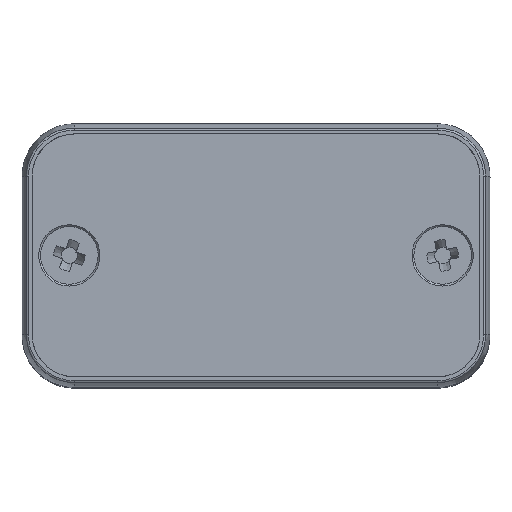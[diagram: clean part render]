
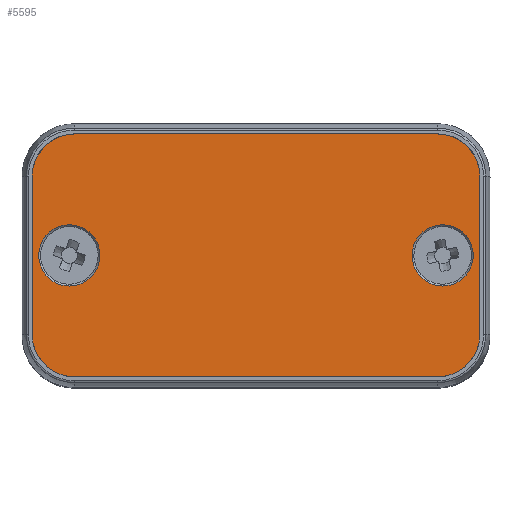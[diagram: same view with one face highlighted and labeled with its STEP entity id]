
A CAD part, top view. The second image highlights one B-rep face of the part: STEP entity #5595.
In plain terms, the highlighted planar face has unit normal (0, 0, 1).
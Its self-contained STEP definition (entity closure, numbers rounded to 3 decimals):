
#5423=CARTESIAN_POINT('',(-14.879,0.,2.4));
#5424=VERTEX_POINT('',#5423);
#5425=CARTESIAN_POINT('',(-17.8,0.,2.4));
#5426=DIRECTION('',(0.0,0.0,-1.0));
#5427=DIRECTION('',(1.0,0.0,0.0));
#5428=AXIS2_PLACEMENT_3D('',#5425,#5426,#5427);
#5429=CIRCLE('',#5428,2.921);
#5430=EDGE_CURVE('',#5424,#5424,#5429,.T.);
#5471=CARTESIAN_POINT('',(20.721,0.,2.4));
#5472=VERTEX_POINT('',#5471);
#5473=CARTESIAN_POINT('',(17.8,0.,2.4));
#5474=DIRECTION('',(0.0,0.0,-1.0));
#5475=DIRECTION('',(1.0,0.0,0.0));
#5476=AXIS2_PLACEMENT_3D('',#5473,#5474,#5475);
#5477=CIRCLE('',#5476,2.921);
#5478=EDGE_CURVE('',#5472,#5472,#5477,.T.);
#5514=CARTESIAN_POINT('',(0.,0.,2.4));
#5515=DIRECTION('',(0.0,0.0,1.0));
#5516=DIRECTION('',(1.0,0.0,0.0));
#5517=AXIS2_PLACEMENT_3D('',#5514,#5515,#5516);
#5518=PLANE('',#5517);
#5519=CARTESIAN_POINT('',(-21.332,-7.565,2.4));
#5520=VERTEX_POINT('',#5519);
#5521=CARTESIAN_POINT('',(-21.332,7.565,2.4));
#5522=VERTEX_POINT('',#5521);
#5523=CARTESIAN_POINT('',(-21.332,-7.565,2.4));
#5524=DIRECTION('',(0.0,1.0,0.0));
#5525=VECTOR('',#5524,15.13);
#5526=LINE('',#5523,#5525);
#5527=EDGE_CURVE('',#5520,#5522,#5526,.T.);
#5528=ORIENTED_EDGE('',*,*,#5527,.F.);
#5529=CARTESIAN_POINT('',(-17.315,-11.582,2.4));
#5530=VERTEX_POINT('',#5529);
#5531=CARTESIAN_POINT('',(-17.315,-7.565,2.4));
#5532=DIRECTION('',(0.0,0.0,-1.0));
#5533=DIRECTION('',(1.0,0.0,0.0));
#5534=AXIS2_PLACEMENT_3D('',#5531,#5532,#5533);
#5535=CIRCLE('',#5534,4.017);
#5536=EDGE_CURVE('',#5530,#5520,#5535,.T.);
#5537=ORIENTED_EDGE('',*,*,#5536,.F.);
#5538=CARTESIAN_POINT('',(17.315,-11.582,2.4));
#5539=VERTEX_POINT('',#5538);
#5540=CARTESIAN_POINT('',(17.315,-11.582,2.4));
#5541=DIRECTION('',(-1.0,0.0,0.0));
#5542=VECTOR('',#5541,34.63);
#5543=LINE('',#5540,#5542);
#5544=EDGE_CURVE('',#5539,#5530,#5543,.T.);
#5545=ORIENTED_EDGE('',*,*,#5544,.F.);
#5546=CARTESIAN_POINT('',(21.332,-7.565,2.4));
#5547=VERTEX_POINT('',#5546);
#5548=CARTESIAN_POINT('',(17.315,-7.565,2.4));
#5549=DIRECTION('',(0.0,0.0,-1.0));
#5550=DIRECTION('',(0.0,1.0,0.0));
#5551=AXIS2_PLACEMENT_3D('',#5548,#5549,#5550);
#5552=CIRCLE('',#5551,4.017);
#5553=EDGE_CURVE('',#5547,#5539,#5552,.T.);
#5554=ORIENTED_EDGE('',*,*,#5553,.F.);
#5555=CARTESIAN_POINT('',(21.332,7.565,2.4));
#5556=VERTEX_POINT('',#5555);
#5557=CARTESIAN_POINT('',(21.332,7.565,2.4));
#5558=DIRECTION('',(0.0,-1.0,0.0));
#5559=VECTOR('',#5558,15.13);
#5560=LINE('',#5557,#5559);
#5561=EDGE_CURVE('',#5556,#5547,#5560,.T.);
#5562=ORIENTED_EDGE('',*,*,#5561,.F.);
#5563=CARTESIAN_POINT('',(17.315,11.582,2.4));
#5564=VERTEX_POINT('',#5563);
#5565=CARTESIAN_POINT('',(17.315,7.565,2.4));
#5566=DIRECTION('',(0.0,0.0,-1.0));
#5567=DIRECTION('',(-1.0,0.0,0.0));
#5568=AXIS2_PLACEMENT_3D('',#5565,#5566,#5567);
#5569=CIRCLE('',#5568,4.017);
#5570=EDGE_CURVE('',#5564,#5556,#5569,.T.);
#5571=ORIENTED_EDGE('',*,*,#5570,.F.);
#5572=CARTESIAN_POINT('',(-17.315,11.582,2.4));
#5573=VERTEX_POINT('',#5572);
#5574=CARTESIAN_POINT('',(-17.315,11.582,2.4));
#5575=DIRECTION('',(1.0,0.0,0.0));
#5576=VECTOR('',#5575,34.63);
#5577=LINE('',#5574,#5576);
#5578=EDGE_CURVE('',#5573,#5564,#5577,.T.);
#5579=ORIENTED_EDGE('',*,*,#5578,.F.);
#5580=CARTESIAN_POINT('',(-17.315,7.565,2.4));
#5581=DIRECTION('',(0.0,0.0,-1.0));
#5582=DIRECTION('',(0.0,-1.0,0.0));
#5583=AXIS2_PLACEMENT_3D('',#5580,#5581,#5582);
#5584=CIRCLE('',#5583,4.017);
#5585=EDGE_CURVE('',#5522,#5573,#5584,.T.);
#5586=ORIENTED_EDGE('',*,*,#5585,.F.);
#5587=EDGE_LOOP('',(#5528,#5537,#5545,#5554,#5562,#5571,#5579,#5586));
#5588=FACE_OUTER_BOUND('',#5587,.T.);
#5589=ORIENTED_EDGE('',*,*,#5430,.T.);
#5590=EDGE_LOOP('',(#5589));
#5591=FACE_BOUND('',#5590,.T.);
#5592=ORIENTED_EDGE('',*,*,#5478,.T.);
#5593=EDGE_LOOP('',(#5592));
#5594=FACE_BOUND('',#5593,.T.);
#5595=ADVANCED_FACE('',(#5588,#5591,#5594),#5518,.T.);
